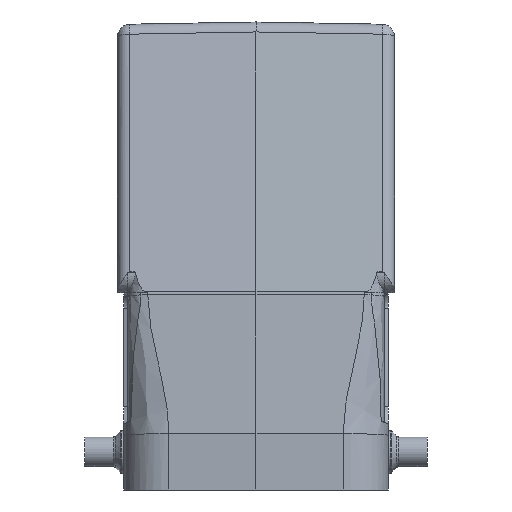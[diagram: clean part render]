
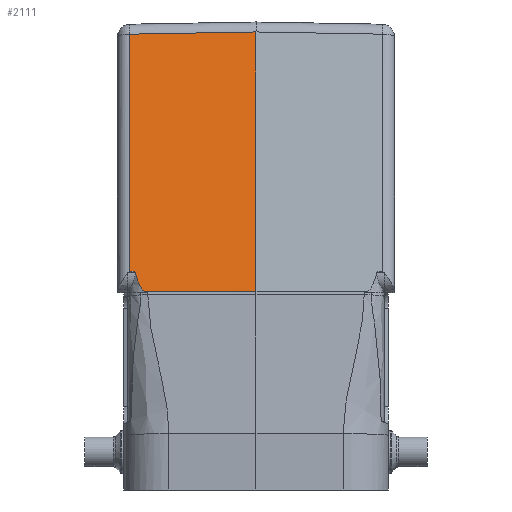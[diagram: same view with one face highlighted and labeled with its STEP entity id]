
A CAD part, left-side view. The second image highlights one B-rep face of the part: STEP entity #2111.
In plain terms, the highlighted planar face has unit normal (-0.982, 0.018, 0.191).
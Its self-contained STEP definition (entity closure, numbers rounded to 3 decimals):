
#1065=LINE('',#8761,#1508);
#1083=LINE('',#8898,#1526);
#1084=LINE('',#8901,#1527);
#1085=LINE('',#8903,#1528);
#1086=LINE('',#8913,#1529);
#1087=LINE('',#8915,#1530);
#1088=LINE('',#8917,#1531);
#1508=VECTOR('',#6957,1.);
#1526=VECTOR('',#7011,1.);
#1527=VECTOR('',#7012,1.);
#1528=VECTOR('',#7013,1.);
#1529=VECTOR('',#7014,1.);
#1530=VECTOR('',#7015,1.);
#1531=VECTOR('',#7016,1.);
#1929=PLANE('',#6276);
#2111=ADVANCED_FACE('',(#2440),#1929,.T.);
#2440=FACE_OUTER_BOUND('',#2726,.T.);
#2726=EDGE_LOOP('',(#3495,#3496,#3497,#3498,#3499,#3500,#3501,#3502));
#3495=ORIENTED_EDGE('',*,*,#5446,.T.);
#3496=ORIENTED_EDGE('',*,*,#5447,.T.);
#3497=ORIENTED_EDGE('',*,*,#5448,.T.);
#3498=ORIENTED_EDGE('',*,*,#5449,.T.);
#3499=ORIENTED_EDGE('',*,*,#5411,.T.);
#3500=ORIENTED_EDGE('',*,*,#5450,.F.);
#3501=ORIENTED_EDGE('',*,*,#5451,.T.);
#3502=ORIENTED_EDGE('',*,*,#5452,.T.);
#4891=VERTEX_POINT('',#8762);
#4892=VERTEX_POINT('',#8763);
#4911=VERTEX_POINT('',#8899);
#4912=VERTEX_POINT('',#8900);
#4913=VERTEX_POINT('',#8902);
#4914=VERTEX_POINT('',#8904);
#4915=VERTEX_POINT('',#8914);
#4916=VERTEX_POINT('',#8916);
#5411=EDGE_CURVE('',#4891,#4892,#1065,.T.);
#5446=EDGE_CURVE('',#4911,#4912,#1083,.T.);
#5447=EDGE_CURVE('',#4912,#4913,#1084,.T.);
#5448=EDGE_CURVE('',#4913,#4914,#1085,.T.);
#5449=EDGE_CURVE('',#4914,#4891,#5924,.T.);
#5450=EDGE_CURVE('',#4915,#4892,#1086,.T.);
#5451=EDGE_CURVE('',#4915,#4916,#1087,.T.);
#5452=EDGE_CURVE('',#4916,#4911,#1088,.T.);
#5924=B_SPLINE_CURVE_WITH_KNOTS('',3,(#8905,#8906,#8907,#8908,#8909,#8910,
#8911,#8912),.UNSPECIFIED.,.F.,.F.,(4,2,2,4),(0.,0.5,0.75,
1.),.UNSPECIFIED.);
#6276=AXIS2_PLACEMENT_3D('',#8918,#7017,#7018);
#6957=DIRECTION('',(-0.017,-1.,0.003));
#7011=DIRECTION('',(0.01,-0.99,0.141));
#7012=DIRECTION('',(0.01,-0.99,0.141));
#7013=DIRECTION('',(0.01,-0.99,0.141));
#7014=DIRECTION('',(-0.191,0.,-0.982));
#7015=DIRECTION('',(0.014,1.,-0.017));
#7016=DIRECTION('',(-0.191,0.,-0.982));
#7017=DIRECTION('',(-0.981,0.017,0.191));
#7018=DIRECTION('',(0.191,0.,0.982));
#8761=CARTESIAN_POINT('',(-58.195,0.,23.134));
#8762=CARTESIAN_POINT('',(-57.884,18.118,23.074));
#8763=CARTESIAN_POINT('',(-58.195,0.,23.134));
#8898=CARTESIAN_POINT('',(-57.02,0.864,29.097));
#8899=CARTESIAN_POINT('',(-57.217,20.535,26.286));
#8900=CARTESIAN_POINT('',(-57.209,19.766,26.396));
#8901=CARTESIAN_POINT('',(-56.906,-10.579,30.733));
#8902=CARTESIAN_POINT('',(-57.209,19.766,26.396));
#8903=CARTESIAN_POINT('',(-56.906,-10.579,30.733));
#8904=CARTESIAN_POINT('',(-57.208,19.685,26.408));
#8905=CARTESIAN_POINT('',(-57.208,19.685,26.408));
#8906=CARTESIAN_POINT('',(-57.329,19.537,25.802));
#8907=CARTESIAN_POINT('',(-57.448,19.366,25.202));
#8908=CARTESIAN_POINT('',(-57.624,19.023,24.331));
#8909=CARTESIAN_POINT('',(-57.681,18.895,24.047));
#8910=CARTESIAN_POINT('',(-57.792,18.572,23.509));
#8911=CARTESIAN_POINT('',(-57.844,18.38,23.255));
#8912=CARTESIAN_POINT('',(-57.884,18.118,23.074));
#8913=CARTESIAN_POINT('',(-58.195,0.,23.134));
#8914=CARTESIAN_POINT('',(-50.012,0.,65.232));
#8915=CARTESIAN_POINT('',(-50.003,0.617,65.221));
#8916=CARTESIAN_POINT('',(-49.716,20.535,64.873));
#8917=CARTESIAN_POINT('',(-57.843,20.535,23.065));
#8918=CARTESIAN_POINT('',(-58.195,0.,23.134));
